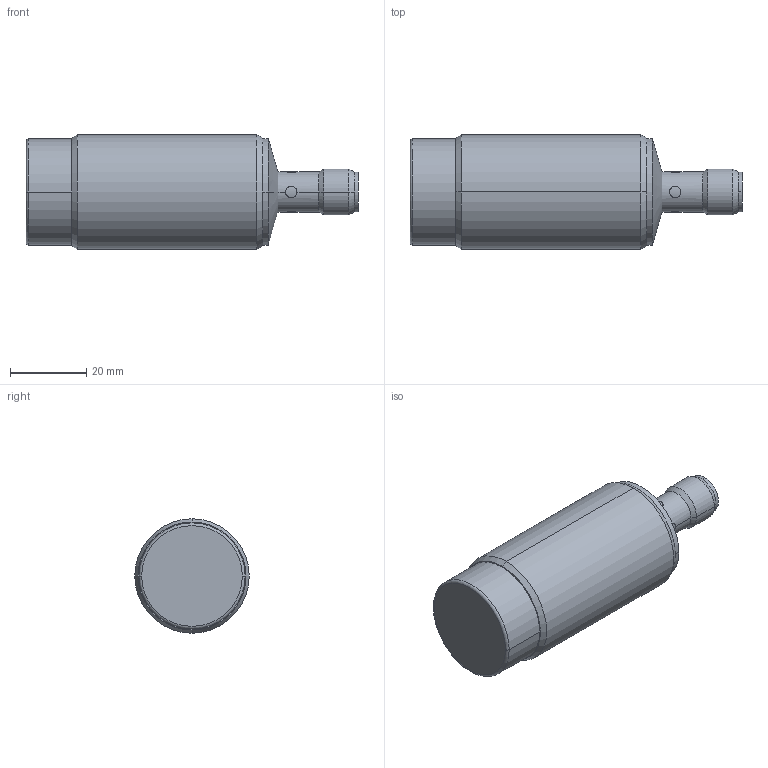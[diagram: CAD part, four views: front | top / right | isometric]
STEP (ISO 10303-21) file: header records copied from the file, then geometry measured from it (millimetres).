
FILE_DESCRIPTION((''),'2;1');
FILE_NAME('LONG_NO_FLUSH_PLUG_ASM','2018-05-23T',('Eric.Zhang'),(''),'PRO/ENGINEER BY PARAMETRIC TECHNOLOGY CORPORATION, 2007450','PRO/ENGINEER BY PARAMETRIC TECHNOLOGY CORPORATION, 2007450','');
FILE_SCHEMA(('AUTOMOTIVE_DESIGN_CC2 { 1 2 10303 214 -1 1 5 2 }'));
Length unit declared in the file: millimetre
Products named in the file (8): 84-116; 1402164; 84-110; 44-044; 31818; LONG_NO_FLUSH_PLUG_PCB; COMPOUND_LNP; LONG_NO_FLUSH_PLUG_ASM
Assembly tree (7 placements, depth 2):
  LONG_NO_FLUSH_PLUG_ASM
    84-116
    1402164
    84-110
    44-044
    31818
    LONG_NO_FLUSH_PLUG_PCB
    COMPOUND_LNP
Bounding box: 87 x 30 x 30 mm (x, y, z)
Volume: 45672 mm3; surface area: 36027.6 mm2
Topology: 11 solids, 11 shells, 652 faces, 1632 edges, 1023 vertices
Faces by surface type: cylinder 340, plane 146, cone 64, torus 62, bspline 24, sphere 16
Entity records: 36030 total; most frequent: CARTESIAN_POINT 18099, ORIENTED_EDGE 3248, DIRECTION 3131, EDGE_CURVE 1624, AXIS2_PLACEMENT_3D 1254, VERTEX_POINT 1023, PRESENTATION_STYLE_ASSIGNMENT 831, STYLED_ITEM 831
